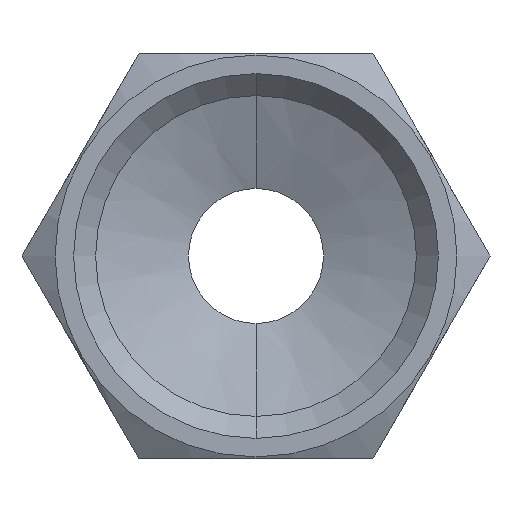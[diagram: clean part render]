
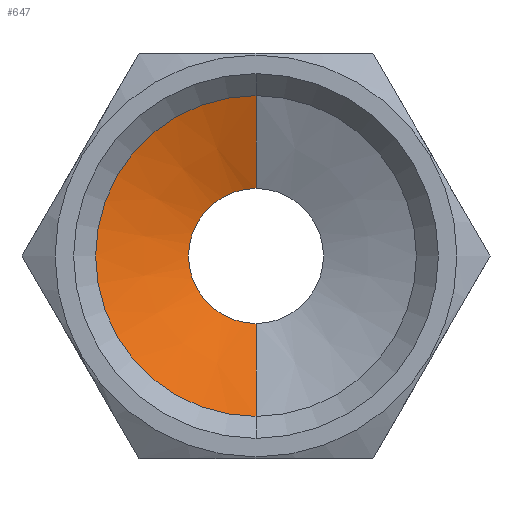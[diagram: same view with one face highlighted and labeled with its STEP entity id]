
A CAD part, front view. The second image highlights one B-rep face of the part: STEP entity #647.
In plain terms, the highlighted conical face has half-angle 68 degrees and reference radius 9.5 mm.
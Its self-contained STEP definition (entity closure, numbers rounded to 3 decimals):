
#81 = CARTESIAN_POINT ( 'NONE',  ( 0., -38.278, 4. ) ) ;
#82 = CARTESIAN_POINT ( 'NONE',  ( 0., -40.5, -9.5 ) ) ;
#88 = CARTESIAN_POINT ( 'NONE',  ( 0., -38.278, -4. ) ) ;
#90 = CARTESIAN_POINT ( 'NONE',  ( 0., -40.5, 9.5 ) ) ;
#108 = DIRECTION ( 'NONE',  ( 0., 0., -1. ) ) ;
#113 = DIRECTION ( 'NONE',  ( 0., -1., 0. ) ) ;
#117 = CARTESIAN_POINT ( 'NONE',  ( 0., -40.5, 0. ) ) ;
#472 = DIRECTION ( 'NONE',  ( 0., -0.375, -0.927 ) ) ;
#473 = CARTESIAN_POINT ( 'NONE',  ( 0., -40.5, -9.5 ) ) ;
#474 = DIRECTION ( 'NONE',  ( 0., 0., 1. ) ) ;
#475 = DIRECTION ( 'NONE',  ( 0., 1., 0. ) ) ;
#476 = CARTESIAN_POINT ( 'NONE',  ( 0., -38.278, 0. ) ) ;
#477 = DIRECTION ( 'NONE',  ( 0., -0.375, 0.927 ) ) ;
#478 = CARTESIAN_POINT ( 'NONE',  ( 0., -40.5, 9.5 ) ) ;
#481 = DIRECTION ( 'NONE',  ( 0., 0., 1. ) ) ;
#482 = DIRECTION ( 'NONE',  ( 0., 1., 0. ) ) ;
#483 = CARTESIAN_POINT ( 'NONE',  ( 0., -40.5, 0. ) ) ;
#570 = VECTOR ( 'NONE', #472, 1000. ) ;
#572 = AXIS2_PLACEMENT_3D ( 'NONE', #476, #475, #474 ) ;
#573 = VECTOR ( 'NONE', #477, 1000. ) ;
#574 = CIRCLE ( 'NONE', #572, 4. ) ;
#577 = AXIS2_PLACEMENT_3D ( 'NONE', #483, #482, #481 ) ;
#579 = CIRCLE ( 'NONE', #577, 9.5 ) ;
#609 = AXIS2_PLACEMENT_3D ( 'NONE', #117, #113, #108 ) ;
#618 = CONICAL_SURFACE ( 'NONE', #609, 9.5, 1.187 ) ;
#647 = ADVANCED_FACE ( 'NONE', ( #829 ), #618, .F. ) ;
#669 = EDGE_CURVE ( 'NONE', #1043, #1036, #579, .T. ) ;
#671 = EDGE_CURVE ( 'NONE', #1044, #1036, #796, .T. ) ;
#672 = EDGE_CURVE ( 'NONE', #1038, #1044, #574, .T. ) ;
#673 = EDGE_CURVE ( 'NONE', #1038, #1043, #795, .T. ) ;
#795 = LINE ( 'NONE', #473, #570 ) ;
#796 = LINE ( 'NONE', #478, #573 ) ;
#829 = FACE_OUTER_BOUND ( 'NONE', #1010, .T. ) ;
#911 = ORIENTED_EDGE ( 'NONE', *, *, #672, .T. ) ;
#912 = ORIENTED_EDGE ( 'NONE', *, *, #669, .F. ) ;
#913 = ORIENTED_EDGE ( 'NONE', *, *, #671, .T. ) ;
#914 = ORIENTED_EDGE ( 'NONE', *, *, #673, .F. ) ;
#1010 = EDGE_LOOP ( 'NONE', ( #911, #913, #912, #914 ) ) ;
#1036 = VERTEX_POINT ( 'NONE', #90 ) ;
#1038 = VERTEX_POINT ( 'NONE', #88 ) ;
#1043 = VERTEX_POINT ( 'NONE', #82 ) ;
#1044 = VERTEX_POINT ( 'NONE', #81 ) ;
